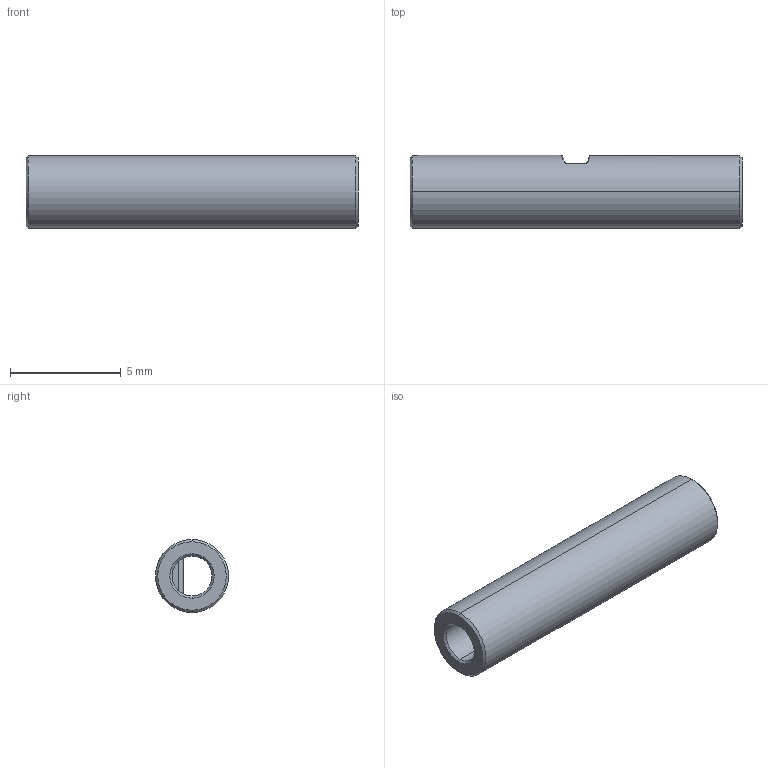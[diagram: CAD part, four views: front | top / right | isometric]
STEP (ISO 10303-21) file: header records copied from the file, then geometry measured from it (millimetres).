
FILE_DESCRIPTION (( 'STEP AP203' ), '1' );
FILE_NAME ('01160.STEP', '2024-09-05T11:20:11', ( '' ), ( '' ), 'SwSTEP 2.0', 'SolidWorks 2022', '' );
FILE_SCHEMA (( 'CONFIG_CONTROL_DESIGN' ));
Length unit declared in the file: millimetre
Products named in the file (1): 01160
Bounding box: 15 x 3.3 x 3.3 mm (x, y, z)
Volume: 89.9 mm3; surface area: 251.5 mm2
Topology: 1 solids, 1 shells, 38 faces, 86 edges, 48 vertices
Faces by surface type: cylinder 12, bspline 12, cone 8, plane 6
Entity records: 1337 total; most frequent: CARTESIAN_POINT 523, ORIENTED_EDGE 164, DIRECTION 136, EDGE_CURVE 82, AXIS2_PLACEMENT_3D 55, VERTEX_POINT 48, EDGE_LOOP 42, FACE_OUTER_BOUND 38
